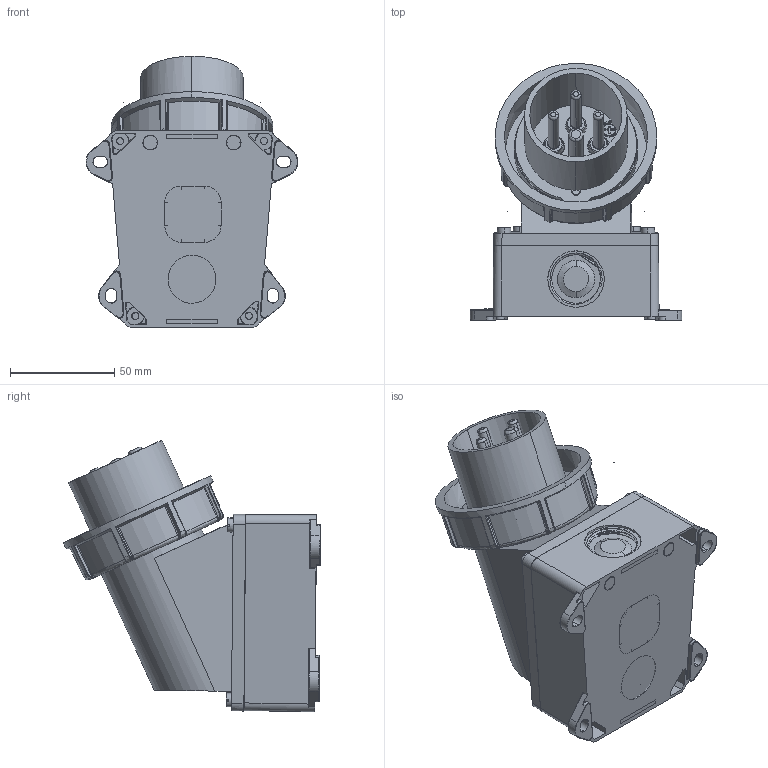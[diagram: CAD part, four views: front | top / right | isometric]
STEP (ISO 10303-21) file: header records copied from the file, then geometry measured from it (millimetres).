
FILE_DESCRIPTION (( 'STEP AP203' ), '1' );
FILE_NAME ('PSR52-016-4-0-67 Âèëêà ñòö. ÑÑÈ-5142 IP67 IEK.STEP', '2025-01-22T12:54:54', ( '' ), ( '' ), 'SwSTEP 2.0', 'SolidWorks 2022', '' );
FILE_SCHEMA (( 'CONFIG_CONTROL_DESIGN' ));
Length unit declared in the file: millimetre
Products named in the file (18): PSR52-016-4-0-67 Вилка стц. ССИ-5142 IP67 IEK; Копия Admi214061A32xqc_4^PSR52-016-4-0-67 Вилка стц. ССИ-5142 IP67 IEK; Копия Admi214061A32xqc_10^PSR52-016-4-0-67 Вилка стц. ССИ-5142 IP67 IEK;  Admi214061A32xqc_21^PSR52-016-4-0-67 Вилка стц. ССИ-5142 IP67 IEK; Admi214061A32xqc_6^PSR52-016-4-0-67 Вилка стц. ССИ-5142 IP67 IEK; Admi214061A32xqc_7^PSR52-016-4-0-67 Вилка стц. ССИ-5142 IP67 IEK; Копия Admi214061A32xqc_9^PSR52-016-4-0-67 Вилка стц. ССИ-5142 IP67 IEK; Копия Admi214061A32xqc_16^PSR52-016-4-0-67 Вилка стц. ССИ-5142 IP67 IEK; Копия Admi214061A32xqc_12^PSR52-016-4-0-67 Вилка стц. ССИ-5142 IP67 IEK; Копия Admi214061A32xqc_15^PSR52-016-4-0-67 Вилка стц. ССИ-5142 IP67 IEK; Копия Admi214061A32xqc_17^PSR52-016-4-0-67 Вилка стц. ССИ-5142 IP67 IEK; Копия Admi214061A32xqc_19^PSR52-016-4-0-67 Вилка стц. ССИ-5142 IP67 IEK;  Admi214061A32xqc_13^PSR52-016-4-0-67 Вилка стц. ССИ-5142 IP67 IEK; Копия Admi214061A32xqc_11^PSR52-016-4-0-67 Вилка стц. ССИ-5142 IP67 IEK; Admi214061A32xqc_5^PSR52-016-4-0-67 Вилка стц. ССИ-5142 IP67 IEK; Копия Admi214061A32xqc^PSR52-016-4-0-67 Вилка стц. ССИ-5142 IP67 IEK; Admi214061A32xqc_14^PSR52-016-4-0-67 Вилка стц. ССИ-5142 IP67 IEK; Копия Admi214061A32xqc_20^PSR52-016-4-0-67 Вилка стц. ССИ-5142 IP67 IEK
Assembly tree (17 placements, depth 2):
  PSR52-016-4-0-67 Вилка стц. ССИ-5142 IP67 IEK
    Admi214061A32xqc_14^PSR52-016-4-0-67 Вилка стц. ССИ-5142 IP67 IEK
    Admi214061A32xqc_6^PSR52-016-4-0-67 Вилка стц. ССИ-5142 IP67 IEK
    Admi214061A32xqc_7^PSR52-016-4-0-67 Вилка стц. ССИ-5142 IP67 IEK
    Admi214061A32xqc_5^PSR52-016-4-0-67 Вилка стц. ССИ-5142 IP67 IEK
     Admi214061A32xqc_21^PSR52-016-4-0-67 Вилка стц. ССИ-5142 IP67 IEK
     Admi214061A32xqc_13^PSR52-016-4-0-67 Вилка стц. ССИ-5142 IP67 IEK
    Копия Admi214061A32xqc_16^PSR52-016-4-0-67 Вилка стц. ССИ-5142 IP67 IEK
    Копия Admi214061A32xqc^PSR52-016-4-0-67 Вилка стц. ССИ-5142 IP67 IEK
    Копия Admi214061A32xqc_19^PSR52-016-4-0-67 Вилка стц. ССИ-5142 IP67 IEK
    Копия Admi214061A32xqc_10^PSR52-016-4-0-67 Вилка стц. ССИ-5142 IP67 IEK
    Копия Admi214061A32xqc_15^PSR52-016-4-0-67 Вилка стц. ССИ-5142 IP67 IEK
    Копия Admi214061A32xqc_17^PSR52-016-4-0-67 Вилка стц. ССИ-5142 IP67 IEK
    Копия Admi214061A32xqc_20^PSR52-016-4-0-67 Вилка стц. ССИ-5142 IP67 IEK
    Копия Admi214061A32xqc_11^PSR52-016-4-0-67 Вилка стц. ССИ-5142 IP67 IEK
    Копия Admi214061A32xqc_4^PSR52-016-4-0-67 Вилка стц. ССИ-5142 IP67 IEK
    Копия Admi214061A32xqc_12^PSR52-016-4-0-67 Вилка стц. ССИ-5142 IP67 IEK
    Копия Admi214061A32xqc_9^PSR52-016-4-0-67 Вилка стц. ССИ-5142 IP67 IEK
Bounding box: 101.55 x 123.41 x 130.21 mm (x, y, z)
Volume: 97799.1 mm3; surface area: 131996.4 mm2
Topology: 16 solids, 25 shells, 1311 faces, 3448 edges, 2214 vertices
Faces by surface type: plane 587, cylinder 408, bspline 212, cone 98, torus 6
Entity records: 60721 total; most frequent: CARTESIAN_POINT 30811, ORIENTED_EDGE 6813, DIRECTION 4406, EDGE_CURVE 3430, VERTEX_POINT 2214, AXIS2_PLACEMENT_3D 1802, B_SPLINE_CURVE_WITH_KNOTS 1743, EDGE_LOOP 1429
